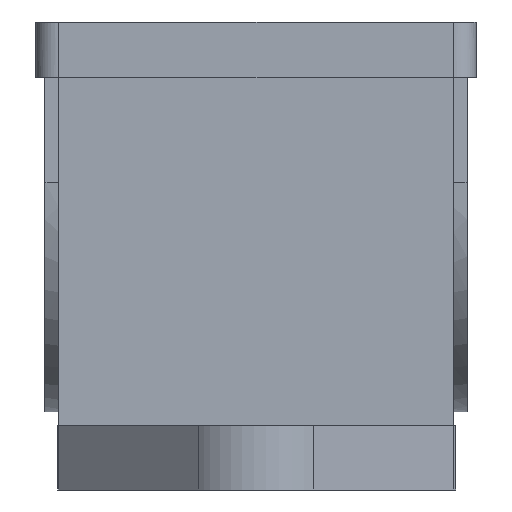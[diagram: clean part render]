
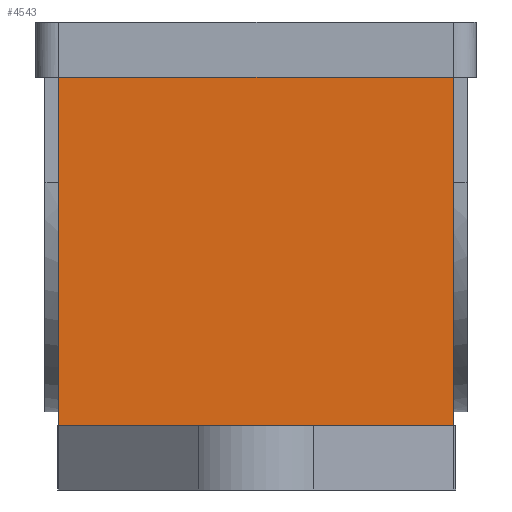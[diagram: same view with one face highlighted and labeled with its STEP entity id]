
A CAD part, left-side view. The second image highlights one B-rep face of the part: STEP entity #4543.
In plain terms, the highlighted free-form (B-spline) face has degree [1, 1] with [2, 2] control points.
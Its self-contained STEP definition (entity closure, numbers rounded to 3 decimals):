
#1886 = VERTEX_POINT('',#1887);
#1887 = CARTESIAN_POINT('',(0.,46.86,0.));
#1968 = EDGE_CURVE('',#1886,#1969,#1971,.T.);
#1969 = VERTEX_POINT('',#1970);
#1970 = CARTESIAN_POINT('',(0.,46.86,41.411));
#1971 = B_SPLINE_CURVE_WITH_KNOTS('',1,(#1972,#1973),.UNSPECIFIED.,.F.,
  .F.,(2,2),(0.,38.),.PIECEWISE_BEZIER_KNOTS.);
#1972 = CARTESIAN_POINT('',(0.,46.86,0.));
#1973 = CARTESIAN_POINT('',(0.,46.86,41.411));
#2156 = VERTEX_POINT('',#2157);
#2157 = CARTESIAN_POINT('',(0.,0.,41.411));
#2162 = EDGE_CURVE('',#2163,#2156,#2165,.T.);
#2163 = VERTEX_POINT('',#2164);
#2164 = CARTESIAN_POINT('',(0.,0.,0.));
#2165 = B_SPLINE_CURVE_WITH_KNOTS('',1,(#2166,#2167),.UNSPECIFIED.,.F.,
  .F.,(2,2),(0.,38.),.PIECEWISE_BEZIER_KNOTS.);
#2166 = CARTESIAN_POINT('',(0.,0.,0.));
#2167 = CARTESIAN_POINT('',(0.,0.,41.411));
#2911 = EDGE_CURVE('',#2156,#1969,#2912,.T.);
#2912 = B_SPLINE_CURVE_WITH_KNOTS('',1,(#2913,#2914),.UNSPECIFIED.,.F.,
  .F.,(2,2),(0.,43.),.PIECEWISE_BEZIER_KNOTS.);
#2913 = CARTESIAN_POINT('',(0.,0.,41.411));
#2914 = CARTESIAN_POINT('',(0.,46.86,41.411));
#4533 = EDGE_CURVE('',#1886,#2163,#4534,.T.);
#4534 = B_SPLINE_CURVE_WITH_KNOTS('',1,(#4535,#4536),.UNSPECIFIED.,.F.,
  .F.,(2,2),(-32.25,10.75),.PIECEWISE_BEZIER_KNOTS.);
#4535 = CARTESIAN_POINT('',(0.,46.86,0.));
#4536 = CARTESIAN_POINT('',(0.,0.,0.));
#4543 = ADVANCED_FACE('',(#4544),#4550,.T.);
#4544 = FACE_BOUND('',#4545,.T.);
#4545 = EDGE_LOOP('',(#4546,#4547,#4548,#4549));
#4546 = ORIENTED_EDGE('',*,*,#4533,.T.);
#4547 = ORIENTED_EDGE('',*,*,#2162,.T.);
#4548 = ORIENTED_EDGE('',*,*,#2911,.T.);
#4549 = ORIENTED_EDGE('',*,*,#1968,.F.);
#4550 = B_SPLINE_SURFACE_WITH_KNOTS('',1,1,(
    (#4551,#4552)
    ,(#4553,#4554
    )),.UNSPECIFIED.,.F.,.F.,.F.,(2,2),(2,2),(0.,38.),(0.,43.),
  .PIECEWISE_BEZIER_KNOTS.);
#4551 = CARTESIAN_POINT('',(0.,0.,0.));
#4552 = CARTESIAN_POINT('',(0.,46.86,0.));
#4553 = CARTESIAN_POINT('',(0.,0.,41.411));
#4554 = CARTESIAN_POINT('',(0.,46.86,41.411));
